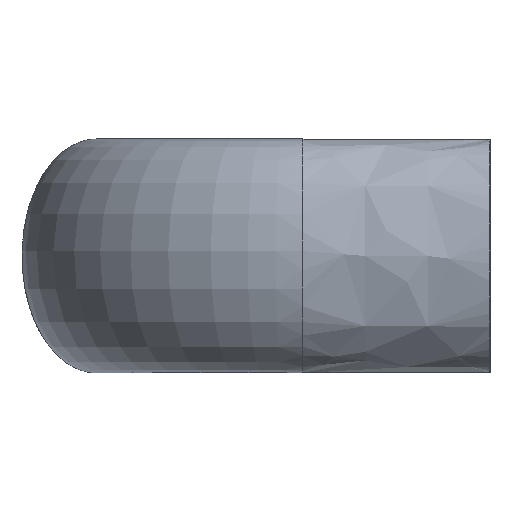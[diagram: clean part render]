
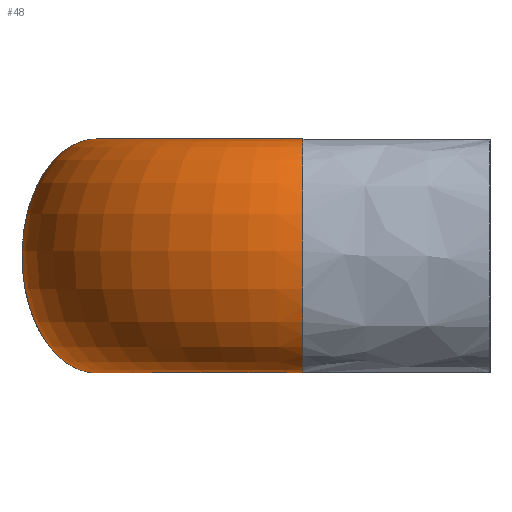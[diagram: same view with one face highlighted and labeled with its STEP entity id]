
A CAD part, left-side view. The second image highlights one B-rep face of the part: STEP entity #48.
In plain terms, the highlighted face is a revolution surface.
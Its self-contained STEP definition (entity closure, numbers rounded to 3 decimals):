
#48 = ADVANCED_FACE( '', ( #116 ), #117, .T. );
#116 = FACE_OUTER_BOUND( '', #239, .T. );
#117 = SURFACE_OF_REVOLUTION( '', #240, #241 );
#239 = EDGE_LOOP( '', ( #416, #417, #418, #419 ) );
#240 = ( BOUNDED_CURVE(  )B_SPLINE_CURVE( 3, ( #422, #423, #424, #425 ), .UNSPECIFIED., .F., .F. )B_SPLINE_CURVE_WITH_KNOTS( ( 4, 4 ), ( 0., 1. ), .UNSPECIFIED. )CURVE(  )GEOMETRIC_REPRESENTATION_ITEM(  )RATIONAL_B_SPLINE_CURVE( ( 0.854, 0.285, 0.285, 0.854 ) )REPRESENTATION_ITEM( '' ) );
#241 = AXIS1_PLACEMENT( '', #431, #432 );
#416 = ORIENTED_EDGE( '', *, *, #554, .F. );
#417 = ORIENTED_EDGE( '', *, *, #555, .F. );
#418 = ORIENTED_EDGE( '', *, *, #556, .T. );
#419 = ORIENTED_EDGE( '', *, *, #557, .F. );
#422 = CARTESIAN_POINT( '', ( -1.556, 35.556, -12.5 ) );
#423 = CARTESIAN_POINT( '', ( -12.87, 46.87, -12.5 ) );
#424 = CARTESIAN_POINT( '', ( -12.87, 46.87, 12.5 ) );
#425 = CARTESIAN_POINT( '', ( -1.556, 35.556, 12.5 ) );
#431 = CARTESIAN_POINT( '', ( 14., 20., 0. ) );
#432 = DIRECTION( '', ( 0., 0., 1. ) );
#554 = EDGE_CURVE( '', #595, #600, #604, .T. );
#555 = EDGE_CURVE( '', #605, #595, #606, .T. );
#556 = EDGE_CURVE( '', #605, #607, #608, .T. );
#557 = EDGE_CURVE( '', #600, #607, #609, .T. );
#595 = VERTEX_POINT( '', #697 );
#600 = VERTEX_POINT( '', #715 );
#604 = ( BOUNDED_CURVE(  )B_SPLINE_CURVE( 3, ( #734, #735, #736, #737 ), .UNSPECIFIED., .F., .F. )B_SPLINE_CURVE_WITH_KNOTS( ( 4, 4 ), ( 0., 1. ), .UNSPECIFIED. )CURVE(  )GEOMETRIC_REPRESENTATION_ITEM(  )RATIONAL_B_SPLINE_CURVE( ( 1., 0.333, 0.333, 1. ) )REPRESENTATION_ITEM( '' ) );
#605 = VERTEX_POINT( '', #743 );
#606 = ( BOUNDED_CURVE(  )B_SPLINE_CURVE( 3, ( #746, #747, #748, #749 ), .UNSPECIFIED., .F., .F. )B_SPLINE_CURVE_WITH_KNOTS( ( 4, 4 ), ( 0., 1. ), .UNSPECIFIED. )CURVE(  )GEOMETRIC_REPRESENTATION_ITEM(  )RATIONAL_B_SPLINE_CURVE( ( 1., 0.805, 0.805, 1. ) )REPRESENTATION_ITEM( '' ) );
#607 = VERTEX_POINT( '', #755 );
#608 = ( BOUNDED_CURVE(  )B_SPLINE_CURVE( 3, ( #758, #759, #760, #761 ), .UNSPECIFIED., .F., .F. )B_SPLINE_CURVE_WITH_KNOTS( ( 4, 4 ), ( 0., 1. ), .UNSPECIFIED. )CURVE(  )GEOMETRIC_REPRESENTATION_ITEM(  )RATIONAL_B_SPLINE_CURVE( ( 0.854, 0.285, 0.285, 0.854 ) )REPRESENTATION_ITEM( '' ) );
#609 = ( BOUNDED_CURVE(  )B_SPLINE_CURVE( 3, ( #769, #770, #771, #772 ), .UNSPECIFIED., .F., .F. )B_SPLINE_CURVE_WITH_KNOTS( ( 4, 4 ), ( 0., 1. ), .UNSPECIFIED. )CURVE(  )GEOMETRIC_REPRESENTATION_ITEM(  )RATIONAL_B_SPLINE_CURVE( ( 1., 0.805, 0.805, 1. ) )REPRESENTATION_ITEM( '' ) );
#697 = CARTESIAN_POINT( '', ( 14., 42., -12.5 ) );
#715 = CARTESIAN_POINT( '', ( 14., 42., 12.5 ) );
#734 = CARTESIAN_POINT( '', ( 14., 42., -12.5 ) );
#735 = CARTESIAN_POINT( '', ( 14., 58., -12.5 ) );
#736 = CARTESIAN_POINT( '', ( 14., 58., 12.5 ) );
#737 = CARTESIAN_POINT( '', ( 14., 42., 12.5 ) );
#743 = CARTESIAN_POINT( '', ( -8., 20., -12.5 ) );
#746 = CARTESIAN_POINT( '', ( -8., 20., -12.5 ) );
#747 = CARTESIAN_POINT( '', ( -8., 32.887, -12.5 ) );
#748 = CARTESIAN_POINT( '', ( 1.113, 42., -12.5 ) );
#749 = CARTESIAN_POINT( '', ( 14., 42., -12.5 ) );
#755 = CARTESIAN_POINT( '', ( -8., 20., 12.5 ) );
#758 = CARTESIAN_POINT( '', ( -8., 20., -12.5 ) );
#759 = CARTESIAN_POINT( '', ( -24., 20., -12.5 ) );
#760 = CARTESIAN_POINT( '', ( -24., 20., 12.5 ) );
#761 = CARTESIAN_POINT( '', ( -8., 20., 12.5 ) );
#769 = CARTESIAN_POINT( '', ( 14., 42., 12.5 ) );
#770 = CARTESIAN_POINT( '', ( 1.113, 42., 12.5 ) );
#771 = CARTESIAN_POINT( '', ( -8., 32.887, 12.5 ) );
#772 = CARTESIAN_POINT( '', ( -8., 20., 12.5 ) );
